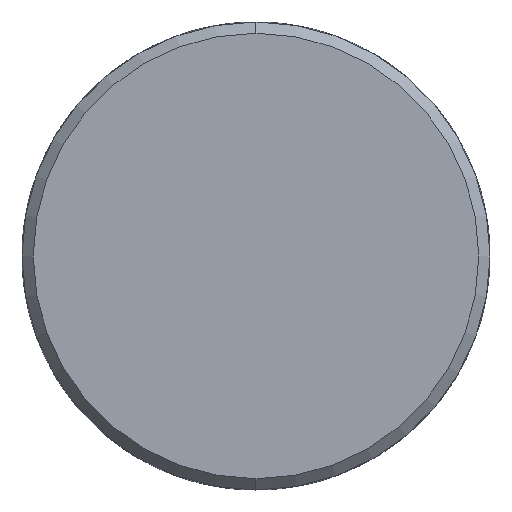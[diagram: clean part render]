
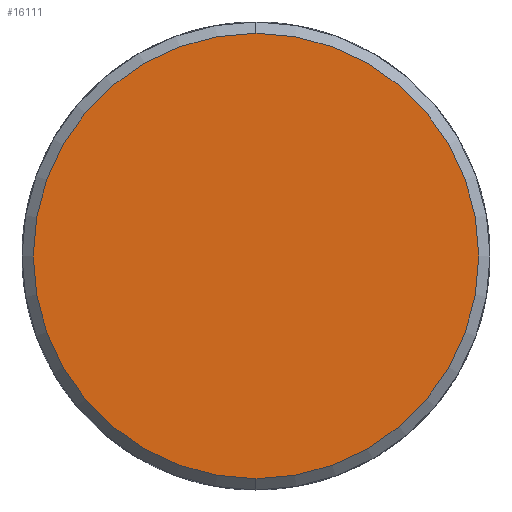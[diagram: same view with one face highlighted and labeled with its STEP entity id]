
A CAD part, left-side view. The second image highlights one B-rep face of the part: STEP entity #16111.
In plain terms, the highlighted planar face has unit normal (-1, 0, 0).
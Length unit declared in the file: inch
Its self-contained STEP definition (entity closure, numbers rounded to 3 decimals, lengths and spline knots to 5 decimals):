
#554 = VERTEX_POINT ( 'NONE', #9443 ) ;
#865 = AXIS2_PLACEMENT_3D ( 'NONE', #4480, #7309, #16748 ) ;
#1658 = CARTESIAN_POINT ( 'NONE',  ( -4.25, 0., 0. ) ) ;
#2420 = EDGE_LOOP ( 'NONE', ( #9423, #11262 ) ) ;
#2729 = VERTEX_POINT ( 'NONE', #7634 ) ;
#3069 = DIRECTION ( 'NONE',  ( 0., 0., -1. ) ) ;
#4375 = DIRECTION ( 'NONE',  ( 0., 0., -1. ) ) ;
#4480 = CARTESIAN_POINT ( 'NONE',  ( -4.25, 0., 0. ) ) ;
#5833 = CARTESIAN_POINT ( 'NONE',  ( -4.25, 0., 0. ) ) ;
#7309 = DIRECTION ( 'NONE',  ( 1., 0., 0. ) ) ;
#7339 = EDGE_CURVE ( 'NONE', #554, #2729, #13075, .T. ) ;
#7634 = CARTESIAN_POINT ( 'NONE',  ( -4.25, 0., 1.1875 ) ) ;
#9072 = AXIS2_PLACEMENT_3D ( 'NONE', #5833, #13948, #4375 ) ;
#9423 = ORIENTED_EDGE ( 'NONE', *, *, #7339, .T. ) ;
#9443 = CARTESIAN_POINT ( 'NONE',  ( -4.25, 0., -1.1875 ) ) ;
#11262 = ORIENTED_EDGE ( 'NONE', *, *, #15483, .T. ) ;
#11327 = DIRECTION ( 'NONE',  ( -1., 0., 0. ) ) ;
#13075 = CIRCLE ( 'NONE', #9072, 1.1875 ) ;
#13948 = DIRECTION ( 'NONE',  ( -1., 0., 0. ) ) ;
#15083 = AXIS2_PLACEMENT_3D ( 'NONE', #1658, #11327, #3069 ) ;
#15358 = PLANE ( 'NONE',  #865 ) ;
#15412 = FACE_OUTER_BOUND ( 'NONE', #2420, .T. ) ;
#15483 = EDGE_CURVE ( 'NONE', #2729, #554, #16918, .T. ) ;
#16111 = ADVANCED_FACE ( 'NONE', ( #15412 ), #15358, .F. ) ;
#16748 = DIRECTION ( 'NONE',  ( 0., 0., -1. ) ) ;
#16918 = CIRCLE ( 'NONE', #15083, 1.1875 ) ;
